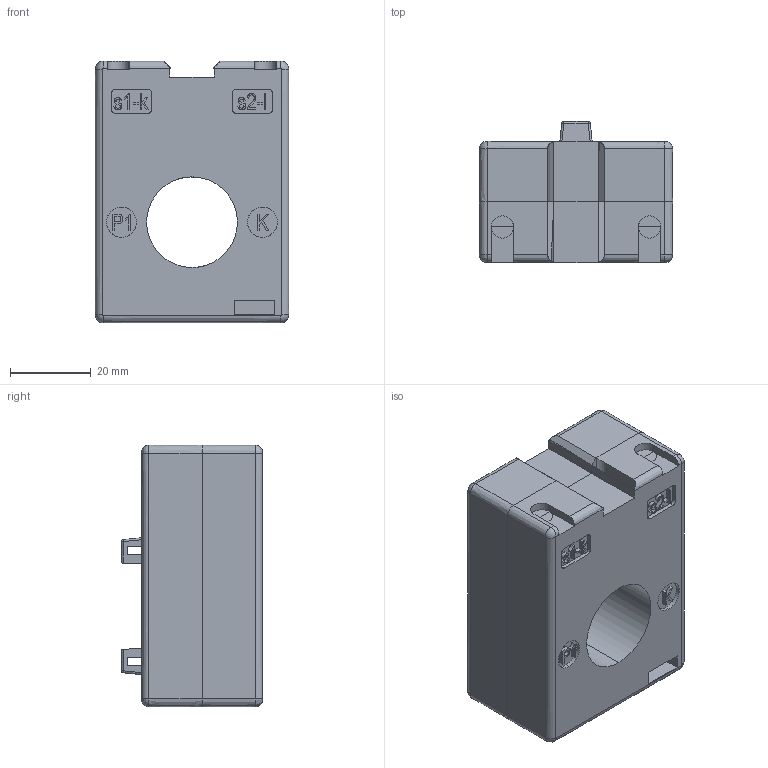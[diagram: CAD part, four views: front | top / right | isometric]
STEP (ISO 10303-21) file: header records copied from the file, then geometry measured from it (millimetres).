
FILE_DESCRIPTION(/* description */ (''),/* implementation_level */ '2;1');
FILE_NAME(/* name */ 'TAT022',/* time_stamp */ '2011-05-31T15:06:32+02:00',/* author */ (''),/* organization */ (''),/* preprocessor_version */ 'ST-DEVELOPER v8',/* originating_system */ '',/* authorisation */ '');
FILE_SCHEMA (('CONFIG_CONTROL_DESIGN'));
Length unit declared in the file: millimetre
Products named in the file (1): 1
Bounding box: 48 x 35 x 65 mm (x, y, z)
Volume: 346.5 mm3; surface area: 15761.8 mm2
Topology: 13 solids, 14 shells, 233 faces, 545 edges, 344 vertices
Faces by surface type: bspline 233
Entity records: 8872 total; most frequent: CARTESIAN_POINT 5426, ORIENTED_EDGE 1078, EDGE_CURVE 545, B_SPLINE_CURVE_WITH_KNOTS 470, VERTEX_POINT 347, EDGE_LOOP 245, ADVANCED_FACE 233, FACE_OUTER_BOUND 233
